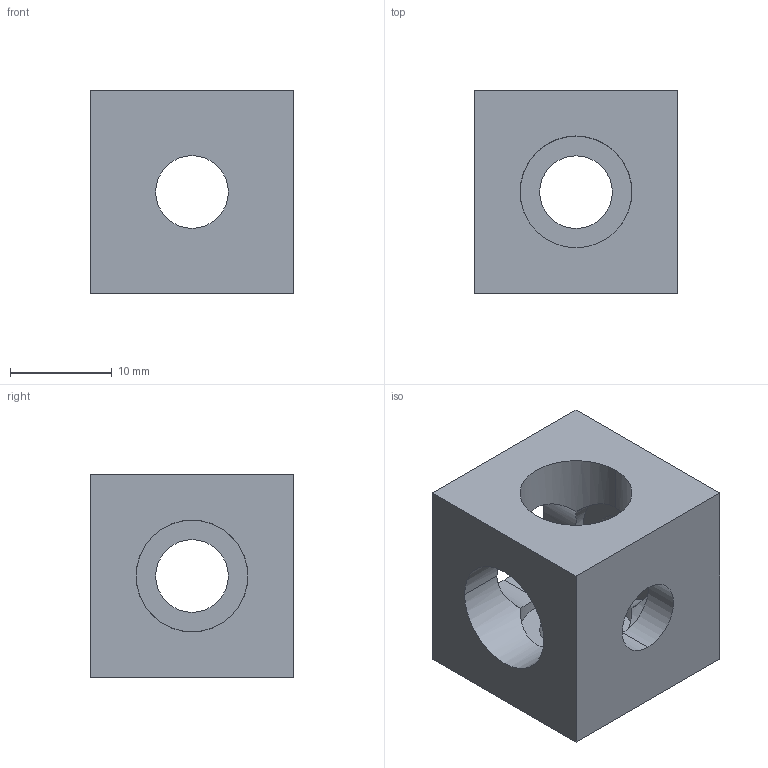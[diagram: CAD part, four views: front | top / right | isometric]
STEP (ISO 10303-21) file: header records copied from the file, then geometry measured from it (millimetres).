
FILE_DESCRIPTION (( 'STEP AP214' ), '1' );
FILE_NAME ('3 Way Cube Corner Connector - V-Slot.step', '2015-01-21T14:39:57', ( 'Mark' ), ( '' ), 'SwSTEP 2.0', 'SolidWorks 2013', '' );
FILE_SCHEMA (( 'AUTOMOTIVE_DESIGN' ));
Length unit declared in the file: millimetre
Products named in the file (1): 3 Way Cube Corner Connector - V-Slot
Bounding box: 20 x 20 x 20 mm (x, y, z)
Volume: 4757.8 mm3; surface area: 3079.2 mm2
Topology: 1 solids, 1 shells, 27 faces, 78 edges, 52 vertices
Faces by surface type: cylinder 18, plane 9
Entity records: 950 total; most frequent: CARTESIAN_POINT 230, ORIENTED_EDGE 156, DIRECTION 134, EDGE_CURVE 78, VERTEX_POINT 52, AXIS2_PLACEMENT_3D 52, EDGE_LOOP 36, VECTOR 30
